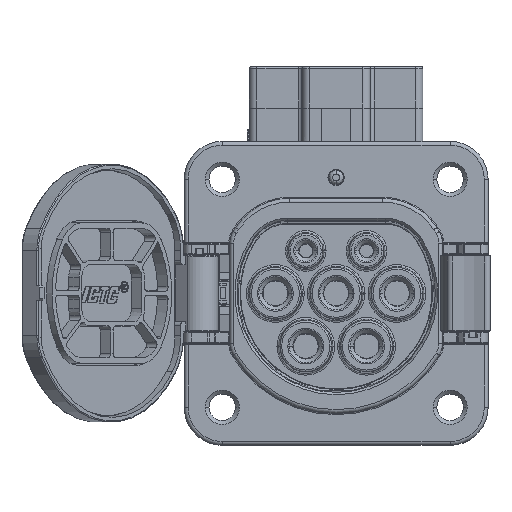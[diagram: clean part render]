
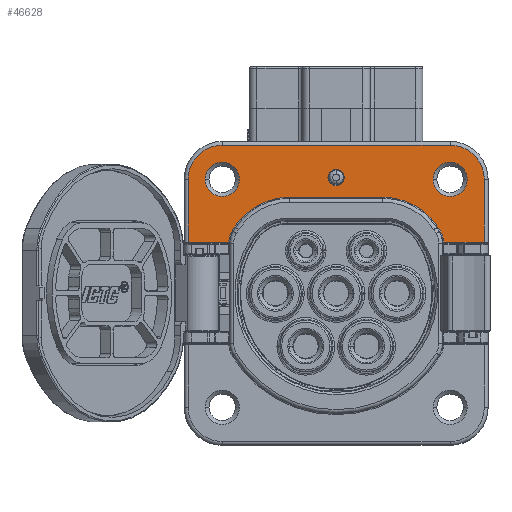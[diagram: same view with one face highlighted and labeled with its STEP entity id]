
A CAD part, top view. The second image highlights one B-rep face of the part: STEP entity #46628.
In plain terms, the highlighted face is planar.
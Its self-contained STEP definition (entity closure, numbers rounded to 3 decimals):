
#7471=CARTESIAN_POINT('',(-30.,-43.4,30.));
#7472=DIRECTION('',(0.,1.,0.));
#7473=DIRECTION('',(-1.,0.,0.));
#7474=AXIS2_PLACEMENT_3D('',#7471,#7472,#7473);
#7479=CARTESIAN_POINT('',(30.,-43.4,30.));
#7480=DIRECTION('',(0.,1.,0.));
#7481=DIRECTION('',(0.,0.,1.));
#7482=AXIS2_PLACEMENT_3D('',#7479,#7480,#7481);
#7487=CARTESIAN_POINT('',(22.,-43.4,13.188));
#7488=DIRECTION('',(0.,-1.,0.));
#7489=DIRECTION('',(0.999,0.,0.042));
#7490=AXIS2_PLACEMENT_3D('',#7487,#7488,#7489);
#7495=CARTESIAN_POINT('',(0.,-43.4,0.));
#7496=DIRECTION('',(0.,-1.,0.));
#7497=DIRECTION('',(0.858,0.,0.514));
#7498=AXIS2_PLACEMENT_3D('',#7495,#7496,#7497);
#7503=CARTESIAN_POINT('',(12.273,-43.4,8.));
#7504=DIRECTION('',(0.,-1.,0.));
#7505=DIRECTION('',(0.838,0.,0.546));
#7506=AXIS2_PLACEMENT_3D('',#7503,#7504,#7505);
#7511=CARTESIAN_POINT('',(-12.273,-43.4,8.));
#7512=DIRECTION('',(0.,-1.,0.));
#7513=DIRECTION('',(0.,0.,1.));
#7514=AXIS2_PLACEMENT_3D('',#7511,#7512,#7513);
#7519=CARTESIAN_POINT('',(0.,-43.4,0.));
#7520=DIRECTION('',(0.,-1.,0.));
#7521=DIRECTION('',(-0.838,0.,0.546));
#7522=AXIS2_PLACEMENT_3D('',#7519,#7520,#7521);
#7527=CARTESIAN_POINT('',(-22.,-43.4,13.188));
#7528=DIRECTION('',(0.,-1.,0.));
#7529=DIRECTION('',(-0.858,0.,0.514));
#7530=AXIS2_PLACEMENT_3D('',#7527,#7528,#7529);
#7535=CARTESIAN_POINT('',(0.,-43.4,30.5));
#7536=DIRECTION('',(0.,-1.,0.));
#7537=DIRECTION('',(1.,0.,0.));
#7538=AXIS2_PLACEMENT_3D('',#7535,#7536,#7537);
#7543=CARTESIAN_POINT('',(0.,-43.4,30.5));
#7544=DIRECTION('',(0.,-1.,0.));
#7545=DIRECTION('',(-1.,0.,0.));
#7546=AXIS2_PLACEMENT_3D('',#7543,#7544,#7545);
#7551=CARTESIAN_POINT('',(-30.,-43.4,30.));
#7552=DIRECTION('',(0.,-1.,0.));
#7553=DIRECTION('',(1.,0.,0.));
#7554=AXIS2_PLACEMENT_3D('',#7551,#7552,#7553);
#7559=CARTESIAN_POINT('',(-30.,-43.4,30.));
#7560=DIRECTION('',(0.,-1.,0.));
#7561=DIRECTION('',(0.,0.,1.));
#7562=AXIS2_PLACEMENT_3D('',#7559,#7560,#7561);
#7567=CARTESIAN_POINT('',(-30.,-43.4,30.));
#7568=DIRECTION('',(0.,-1.,0.));
#7569=DIRECTION('',(-1.,0.,0.));
#7570=AXIS2_PLACEMENT_3D('',#7567,#7568,#7569);
#7575=CARTESIAN_POINT('',(-30.,-43.4,30.));
#7576=DIRECTION('',(0.,-1.,0.));
#7577=DIRECTION('',(0.,0.,-1.));
#7578=AXIS2_PLACEMENT_3D('',#7575,#7576,#7577);
#7583=CARTESIAN_POINT('',(30.,-43.4,30.));
#7584=DIRECTION('',(0.,-1.,0.));
#7585=DIRECTION('',(1.,0.,0.));
#7586=AXIS2_PLACEMENT_3D('',#7583,#7584,#7585);
#7591=CARTESIAN_POINT('',(30.,-43.4,30.));
#7592=DIRECTION('',(0.,-1.,0.));
#7593=DIRECTION('',(0.,0.,1.));
#7594=AXIS2_PLACEMENT_3D('',#7591,#7592,#7593);
#7599=CARTESIAN_POINT('',(30.,-43.4,30.));
#7600=DIRECTION('',(0.,-1.,0.));
#7601=DIRECTION('',(-1.,0.,0.));
#7602=AXIS2_PLACEMENT_3D('',#7599,#7600,#7601);
#7607=CARTESIAN_POINT('',(30.,-43.4,30.));
#7608=DIRECTION('',(0.,-1.,0.));
#7609=DIRECTION('',(0.,0.,-1.));
#7610=AXIS2_PLACEMENT_3D('',#7607,#7608,#7609);
#7622=DIRECTION('',(1.,0.,0.));
#7623=VECTOR('',#7622,10.705);
#7624=CARTESIAN_POINT('',(-39.,-43.4,
13.45));
#7625=LINE('',#7624,#7623);
#8205=DIRECTION('',(0.,0.,-1.));
#8206=VECTOR('',#8205,16.55);
#8207=CARTESIAN_POINT('',(-39.,-43.4,30.));
#8208=LINE('',#8207,#8206);
#8257=DIRECTION('',(-1.,0.,0.));
#8258=VECTOR('',#8257,60.);
#8259=CARTESIAN_POINT('',(30.,-43.4,39.));
#8260=LINE('',#8259,#8258);
#9098=DIRECTION('',(1.,0.,0.));
#9099=VECTOR('',#9098,24.546);
#9100=CARTESIAN_POINT('',(-12.273,-43.4,25.3));
#9101=LINE('',#9100,#9099);
#9255=DIRECTION('',(1.,0.,0.));
#9256=VECTOR('',#9255,10.705);
#9257=CARTESIAN_POINT('',(28.295,-43.4,13.45));
#9258=LINE('',#9257,#9256);
#10167=DIRECTION('',(0.,0.,1.));
#10168=VECTOR('',#10167,16.556);
#10169=CARTESIAN_POINT('',(38.999,-43.4,
13.45));
#10170=LINE('',#10169,#10168);
#35616=CARTESIAN_POINT('',(-39.,-43.4,13.45));
#35617=VERTEX_POINT('',#35616);
#35618=CARTESIAN_POINT('',(-39.,-43.4,30.));
#35619=VERTEX_POINT('',#35618);
#35620=CARTESIAN_POINT('',(-30.,-43.4,39.));
#35621=VERTEX_POINT('',#35620);
#35624=CARTESIAN_POINT('',(-28.295,-43.4,
13.45));
#35625=VERTEX_POINT('',#35624);
#35626=CARTESIAN_POINT('',(30.,-43.4,39.));
#35627=VERTEX_POINT('',#35626);
#35628=CARTESIAN_POINT('',(39.,-43.4,30.017));
#35629=VERTEX_POINT('',#35628);
#35630=CARTESIAN_POINT('',(38.999,-43.4,
13.45));
#35631=VERTEX_POINT('',#35630);
#35632=CARTESIAN_POINT('',(28.295,-43.4,13.45));
#35633=VERTEX_POINT('',#35632);
#35634=CARTESIAN_POINT('',(27.404,-43.4,16.427));
#35635=VERTEX_POINT('',#35634);
#35636=CARTESIAN_POINT('',(26.766,-43.4,17.447));
#35637=VERTEX_POINT('',#35636);
#35638=CARTESIAN_POINT('',(12.273,-43.4,25.3));
#35639=VERTEX_POINT('',#35638);
#35640=CARTESIAN_POINT('',(-12.273,-43.4,25.3));
#35641=VERTEX_POINT('',#35640);
#35642=CARTESIAN_POINT('',(-26.766,-43.4,17.447));
#35643=VERTEX_POINT('',#35642);
#35644=CARTESIAN_POINT('',(-27.404,-43.4,16.427));
#35645=VERTEX_POINT('',#35644);
#35646=CARTESIAN_POINT('',(2.15,-43.4,30.5));
#35647=CARTESIAN_POINT('',(-2.15,-43.4,30.5));
#35648=VERTEX_POINT('',#35646);
#35649=VERTEX_POINT('',#35647);
#35650=CARTESIAN_POINT('',(-25.5,-43.4,30.));
#35651=CARTESIAN_POINT('',(-30.,-43.4,34.5));
#35652=VERTEX_POINT('',#35650);
#35653=VERTEX_POINT('',#35651);
#35654=CARTESIAN_POINT('',(-34.5,-43.4,30.));
#35655=VERTEX_POINT('',#35654);
#35656=CARTESIAN_POINT('',(-30.,-43.4,25.5));
#35657=VERTEX_POINT('',#35656);
#35658=CARTESIAN_POINT('',(34.5,-43.4,30.));
#35659=CARTESIAN_POINT('',(30.,-43.4,34.5));
#35660=VERTEX_POINT('',#35658);
#35661=VERTEX_POINT('',#35659);
#35662=CARTESIAN_POINT('',(25.5,-43.4,30.));
#35663=VERTEX_POINT('',#35662);
#35664=CARTESIAN_POINT('',(30.,-43.4,25.5));
#35665=VERTEX_POINT('',#35664);
#46569=CARTESIAN_POINT('',(30.,-43.4,40.));
#46570=DIRECTION('',(0.,1.,0.));
#46571=DIRECTION('',(0.,0.,1.));
#46572=AXIS2_PLACEMENT_3D('',#46569,#46570,#46571);
#46573=PLANE('',#46572);
#46575=ORIENTED_EDGE('',*,*,#46574,.F.);
#46577=ORIENTED_EDGE('',*,*,#46576,.F.);
#46579=ORIENTED_EDGE('',*,*,#46578,.T.);
#46581=ORIENTED_EDGE('',*,*,#46580,.F.);
#46583=ORIENTED_EDGE('',*,*,#46582,.T.);
#46585=ORIENTED_EDGE('',*,*,#46584,.F.);
#46587=ORIENTED_EDGE('',*,*,#46586,.F.);
#46589=ORIENTED_EDGE('',*,*,#46588,.T.);
#46591=ORIENTED_EDGE('',*,*,#46590,.T.);
#46593=ORIENTED_EDGE('',*,*,#46592,.T.);
#46595=ORIENTED_EDGE('',*,*,#46594,.F.);
#46597=ORIENTED_EDGE('',*,*,#46596,.T.);
#46599=ORIENTED_EDGE('',*,*,#46598,.T.);
#46601=ORIENTED_EDGE('',*,*,#46600,.T.);
#46602=EDGE_LOOP('',(#46575,#46577,#46579,#46581,#46583,#46585,#46587,#46589,
#46591,#46593,#46595,#46597,#46599,#46601));
#46603=FACE_OUTER_BOUND('',#46602,.F.);
#46605=ORIENTED_EDGE('',*,*,#46604,.T.);
#46607=ORIENTED_EDGE('',*,*,#46606,.T.);
#46608=EDGE_LOOP('',(#46605,#46607));
#46609=FACE_BOUND('',#46608,.F.);
#46611=ORIENTED_EDGE('',*,*,#46610,.T.);
#46613=ORIENTED_EDGE('',*,*,#46612,.T.);
#46615=ORIENTED_EDGE('',*,*,#46614,.T.);
#46617=ORIENTED_EDGE('',*,*,#46616,.T.);
#46618=EDGE_LOOP('',(#46611,#46613,#46615,#46617));
#46619=FACE_BOUND('',#46618,.F.);
#46621=ORIENTED_EDGE('',*,*,#46620,.T.);
#46623=ORIENTED_EDGE('',*,*,#46622,.T.);
#46624=ORIENTED_EDGE('',*,*,#46558,.T.);
#46625=ORIENTED_EDGE('',*,*,#46556,.T.);
#46626=EDGE_LOOP('',(#46621,#46623,#46624,#46625));
#46627=FACE_BOUND('',#46626,.F.);
#7475=CIRCLE('',#7474,9.);
#7483=CIRCLE('',#7482,9.);
#7491=CIRCLE('',#7490,6.3);
#7499=CIRCLE('',#7498,31.95);
#7507=CIRCLE('',#7506,17.3);
#7515=CIRCLE('',#7514,17.3);
#7523=CIRCLE('',#7522,31.95);
#7531=CIRCLE('',#7530,6.3);
#7539=CIRCLE('',#7538,2.15);
#7547=CIRCLE('',#7546,2.15);
#7555=CIRCLE('',#7554,4.5);
#7563=CIRCLE('',#7562,4.5);
#7571=CIRCLE('',#7570,4.5);
#7579=CIRCLE('',#7578,4.5);
#7587=CIRCLE('',#7586,4.5);
#7595=CIRCLE('',#7594,4.5);
#7603=CIRCLE('',#7602,4.5);
#7611=CIRCLE('',#7610,4.5);
#46556=EDGE_CURVE('',#35665,#35660,#7611,.T.);
#46558=EDGE_CURVE('',#35663,#35665,#7603,.T.);
#46574=EDGE_CURVE('',#35617,#35625,#7625,.T.);
#46576=EDGE_CURVE('',#35619,#35617,#8208,.T.);
#46578=EDGE_CURVE('',#35619,#35621,#7475,.T.);
#46580=EDGE_CURVE('',#35627,#35621,#8260,.T.);
#46582=EDGE_CURVE('',#35627,#35629,#7483,.T.);
#46584=EDGE_CURVE('',#35631,#35629,#10170,.T.);
#46586=EDGE_CURVE('',#35633,#35631,#9258,.T.);
#46588=EDGE_CURVE('',#35633,#35635,#7491,.T.);
#46590=EDGE_CURVE('',#35635,#35637,#7499,.T.);
#46592=EDGE_CURVE('',#35637,#35639,#7507,.T.);
#46594=EDGE_CURVE('',#35641,#35639,#9101,.T.);
#46596=EDGE_CURVE('',#35641,#35643,#7515,.T.);
#46598=EDGE_CURVE('',#35643,#35645,#7523,.T.);
#46600=EDGE_CURVE('',#35645,#35625,#7531,.T.);
#46604=EDGE_CURVE('',#35648,#35649,#7539,.T.);
#46606=EDGE_CURVE('',#35649,#35648,#7547,.T.);
#46610=EDGE_CURVE('',#35652,#35653,#7555,.T.);
#46612=EDGE_CURVE('',#35653,#35655,#7563,.T.);
#46614=EDGE_CURVE('',#35655,#35657,#7571,.T.);
#46616=EDGE_CURVE('',#35657,#35652,#7579,.T.);
#46620=EDGE_CURVE('',#35660,#35661,#7587,.T.);
#46622=EDGE_CURVE('',#35661,#35663,#7595,.T.);
#46628=ADVANCED_FACE('',(#46603,#46609,#46619,#46627),#46573,.F.);
